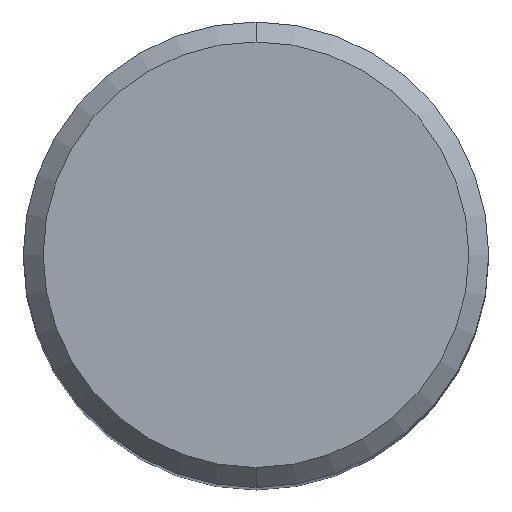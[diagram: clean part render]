
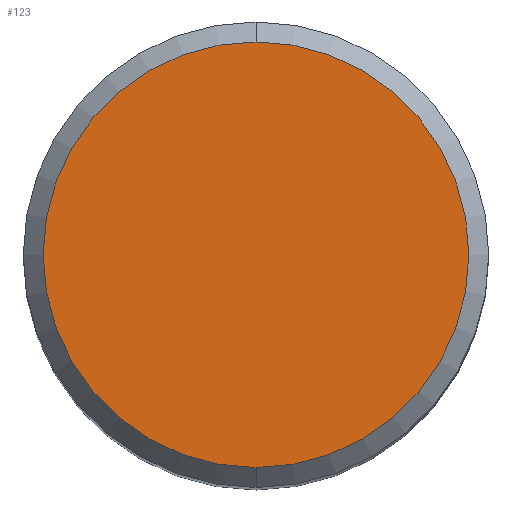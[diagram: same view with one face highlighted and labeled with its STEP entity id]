
A CAD part, top view. The second image highlights one B-rep face of the part: STEP entity #123.
In plain terms, the highlighted planar face has unit normal (0, 0, 1).
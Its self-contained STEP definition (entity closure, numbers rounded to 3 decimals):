
#101=EDGE_CURVE('',#199,#159,#252,.T.);
#123=ADVANCED_FACE('',(#275),#276,.T.);
#159=VERTEX_POINT('',#316);
#187=EDGE_CURVE('',#159,#199,#348,.T.);
#199=VERTEX_POINT('',#361);
#252=CIRCLE('',#413,6.4);
#275=FACE_OUTER_BOUND('',#440,.T.);
#276=PLANE('',#441);
#316=CARTESIAN_POINT('',(0.0,6.4,0.0));
#348=CIRCLE('',#542,6.4);
#361=CARTESIAN_POINT('',(0.,-6.4,0.0));
#413=AXIS2_PLACEMENT_3D('',#601,#602,#603);
#440=EDGE_LOOP('',(#624,#625));
#441=AXIS2_PLACEMENT_3D('',#626,#627,#628);
#542=AXIS2_PLACEMENT_3D('',#724,#725,#726);
#601=CARTESIAN_POINT('',(0.0,0.0,0.0));
#602=DIRECTION('',(0.0,0.0,-1.0));
#603=DIRECTION('',(0.0,1.0,0.0));
#624=ORIENTED_EDGE('',*,*,#187,.F.);
#625=ORIENTED_EDGE('',*,*,#101,.F.);
#626=CARTESIAN_POINT('',(0.0,3.2,0.0));
#627=DIRECTION('',(-0.0,0.0,1.0));
#628=DIRECTION('',(0.0,-1.0,0.0));
#724=CARTESIAN_POINT('',(0.0,0.0,0.0));
#725=DIRECTION('',(0.0,0.0,-1.0));
#726=DIRECTION('',(0.0,1.0,0.0));
